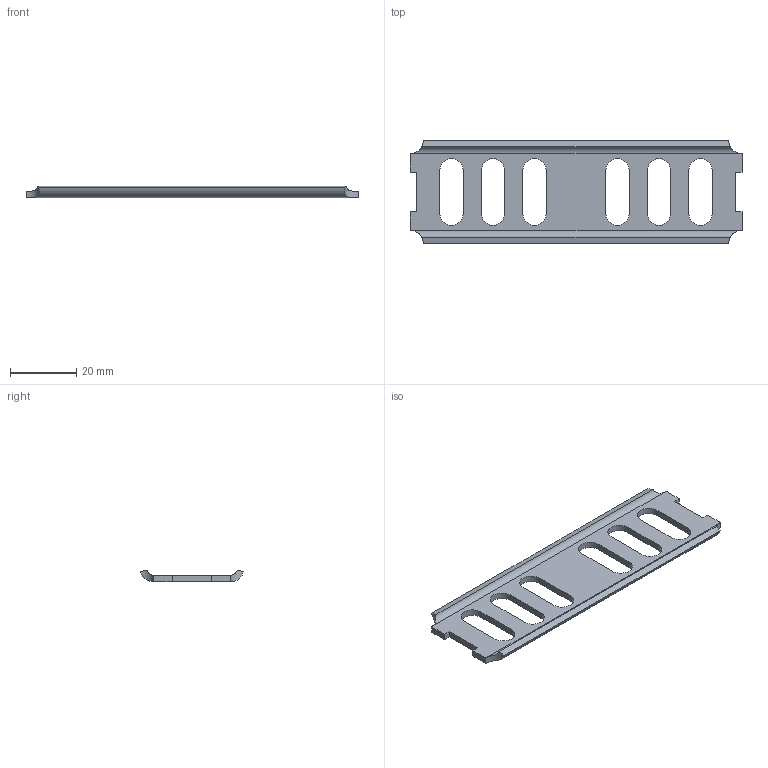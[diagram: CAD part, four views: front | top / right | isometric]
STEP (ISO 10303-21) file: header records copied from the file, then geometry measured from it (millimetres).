
FILE_DESCRIPTION (( 'STEP AP214' ), '1' );
FILE_NAME ('6067085.stp', '2022-05-09T11:28:20', ( '' ), ( '' ), 'SwSTEP 2.0', 'SolidWorks 2020', '' );
FILE_SCHEMA (( 'AUTOMOTIVE_DESIGN' ));
Length unit declared in the file: millimetre
Products named in the file (1): 6067085
Bounding box: 100 x 31 x 3.51 mm (x, y, z)
Volume: 4481.2 mm3; surface area: 5585.3 mm2
Topology: 1 solids, 1 shells, 46 faces, 132 edges, 88 vertices
Faces by surface type: plane 26, cylinder 20
Entity records: 1674 total; most frequent: CARTESIAN_POINT 403, ORIENTED_EDGE 264, DIRECTION 246, EDGE_CURVE 132, VERTEX_POINT 88, LINE 88, VECTOR 88, AXIS2_PLACEMENT_3D 79
